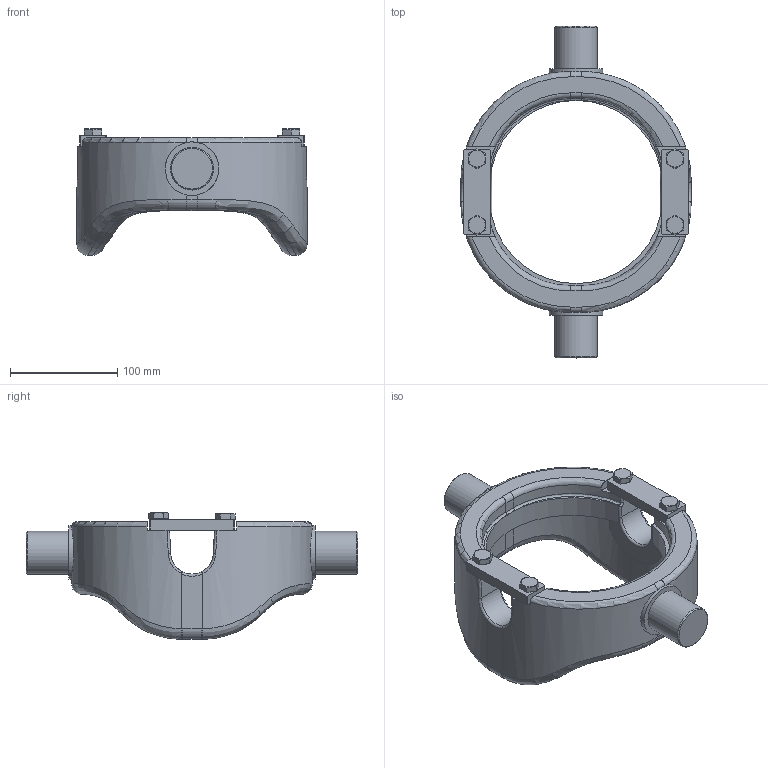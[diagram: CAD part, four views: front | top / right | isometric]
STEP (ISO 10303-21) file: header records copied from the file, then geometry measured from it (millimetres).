
FILE_DESCRIPTION(/* description */ ('Unknown'),/* implementation_level */ '2;1');
FILE_NAME(/* name */ '1131501270',/* time_stamp */ '2019-03-26T16:37:17+01:00',/* author */ ('Unknown'),/* organization */ ('Unknown'),/* preprocessor_version */ 'ST-DEVELOPER v16.7',/* originating_system */ 'DEX',/* authorisation */ $);
FILE_SCHEMA (('AUTOMOTIVE_DESIGN {1 0 10303 214 3 1 1}'));
Length unit declared in the file: millimetre
Products named in the file (4): 1131501270; 1131501270_01; 5300100025
Assembly tree (7 placements, depth 2):
  1131501270
    1131501270
    1131501270_01  x2
    5300100025  x4
Bounding box: 215 x 310 x 118.4 mm (x, y, z)
Volume: 1389013.4 mm3; surface area: 162993.5 mm2
Topology: 7 solids, 7 shells, 271 faces, 638 edges, 393 vertices
Faces by surface type: plane 111, cylinder 69, bspline 41, torus 36, cone 14
Full cylindrical faces by diameter (mm): 8.376 x8, 10 x8, 10.5 x4, 40 x2, 50 x2
Entity records: 7318 total; most frequent: CARTESIAN_POINT 2421, DIRECTION 946, ORIENTED_EDGE 936, EDGE_CURVE 468, AXIS2_PLACEMENT_3D 397, VERTEX_POINT 299, EDGE_LOOP 241, FACE_BOUND 241
